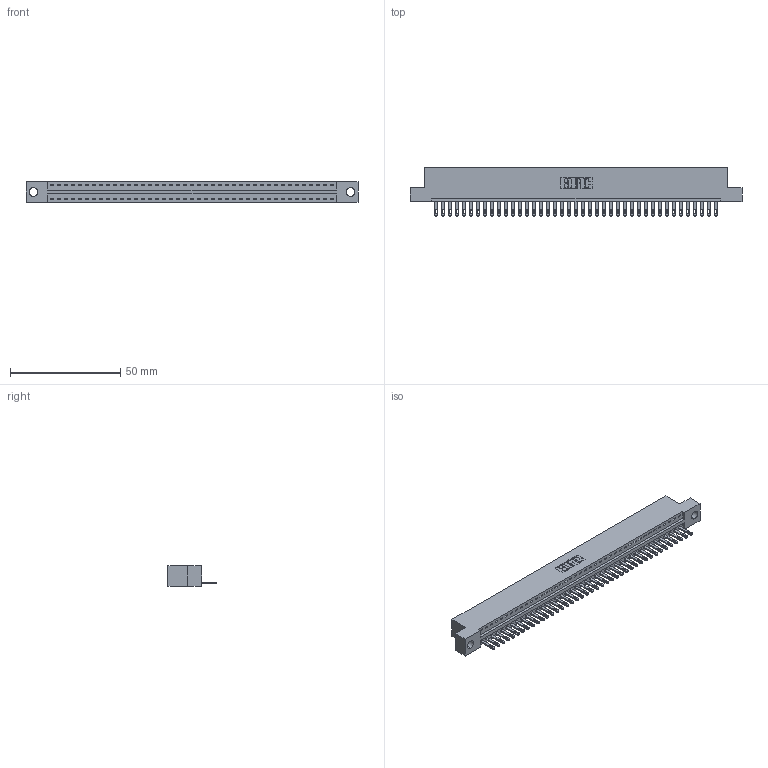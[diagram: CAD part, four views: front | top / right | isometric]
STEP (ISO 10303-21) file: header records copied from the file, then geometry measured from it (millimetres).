
FILE_DESCRIPTION (( 'STEP AP203' ), '1' );
FILE_NAME ('346-041-500-104.STEP', '2022-05-07T10:47:51', ( '' ), ( '' ), 'SwSTEP 2.0', 'SolidWorks 2020', '' );
FILE_SCHEMA (( 'CONFIG_CONTROL_DESIGN' ));
Length unit declared in the file: inch
Products named in the file (3): 345-292-001_345-293-100; 346 Part_Flush Mounting Lugs - 0.156 Dia-TH; 346-041-500-104
Assembly tree (42 placements, depth 2):
  346-041-500-104
    346 Part_Flush Mounting Lugs - 0.156 Dia-TH
    345-292-001_345-293-100  x41
Bounding box: 150.75 x 21.84 x 9.4 mm (x, y, z)
Volume: 14342.5 mm3; surface area: 17848.3 mm2
Topology: 42 solids, 42 shells, 2350 faces, 7253 edges, 4834 vertices
Faces by surface type: plane 1484, cylinder 866
Entity records: 25929 total; most frequent: CARTESIAN_POINT 4453, ORIENTED_EDGE 4426, DIRECTION 3931, EDGE_CURVE 2213, LINE 1913, VECTOR 1913, VERTEX_POINT 1474, AXIS2_PLACEMENT_3D 1009
